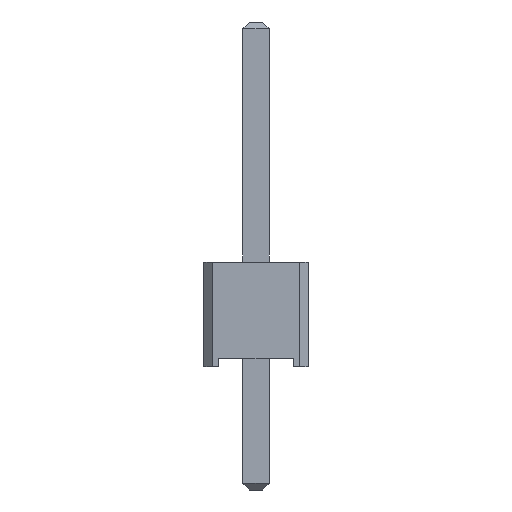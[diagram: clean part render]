
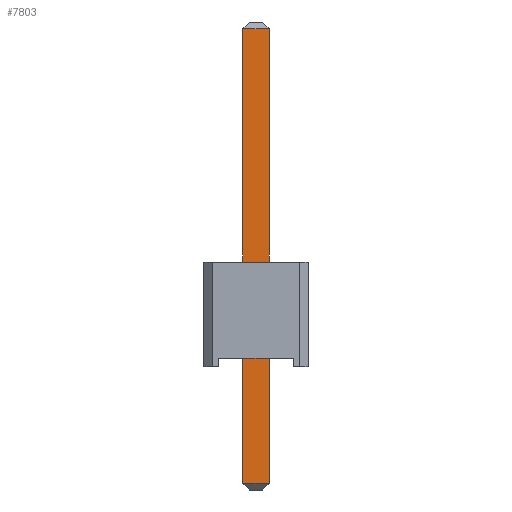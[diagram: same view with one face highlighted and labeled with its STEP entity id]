
A CAD part, left-side view. The second image highlights one B-rep face of the part: STEP entity #7803.
In plain terms, the highlighted planar face has unit normal (-1, 0, 0).
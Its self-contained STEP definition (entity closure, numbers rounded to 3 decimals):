
#7687 = EDGE_CURVE('',#7688,#7690,#7692,.T.);
#7688 = VERTEX_POINT('',#7689);
#7689 = CARTESIAN_POINT('',(-0.32,0.32,-2.84));
#7690 = VERTEX_POINT('',#7691);
#7691 = CARTESIAN_POINT('',(-0.32,0.32,8.22));
#7692 = SURFACE_CURVE('',#7693,(#7697,#7709),.PCURVE_S1.);
#7693 = LINE('',#7694,#7695);
#7694 = CARTESIAN_POINT('',(-0.32,0.32,-3.));
#7695 = VECTOR('',#7696,1.);
#7696 = DIRECTION('',(0.,0.,1.));
#7697 = PCURVE('',#7698,#7703);
#7698 = PLANE('',#7699);
#7699 = AXIS2_PLACEMENT_3D('',#7700,#7701,#7702);
#7700 = CARTESIAN_POINT('',(-0.32,0.32,-3.));
#7701 = DIRECTION('',(0.,1.,0.));
#7702 = DIRECTION('',(1.,0.,0.));
#7703 = DEFINITIONAL_REPRESENTATION('',(#7704),#7708);
#7704 = LINE('',#7705,#7706);
#7705 = CARTESIAN_POINT('',(0.,0.));
#7706 = VECTOR('',#7707,1.);
#7707 = DIRECTION('',(0.,-1.));
#7708 = ( GEOMETRIC_REPRESENTATION_CONTEXT(2) 
PARAMETRIC_REPRESENTATION_CONTEXT() REPRESENTATION_CONTEXT('2D SPACE',''
  ) );
#7709 = PCURVE('',#7710,#7715);
#7710 = PLANE('',#7711);
#7711 = AXIS2_PLACEMENT_3D('',#7712,#7713,#7714);
#7712 = CARTESIAN_POINT('',(-0.32,-0.32,-3.));
#7713 = DIRECTION('',(-1.,0.,0.));
#7714 = DIRECTION('',(0.,1.,0.));
#7715 = DEFINITIONAL_REPRESENTATION('',(#7716),#7720);
#7716 = LINE('',#7717,#7718);
#7717 = CARTESIAN_POINT('',(0.64,0.));
#7718 = VECTOR('',#7719,1.);
#7719 = DIRECTION('',(0.,-1.));
#7720 = ( GEOMETRIC_REPRESENTATION_CONTEXT(2) 
PARAMETRIC_REPRESENTATION_CONTEXT() REPRESENTATION_CONTEXT('2D SPACE',''
  ) );
#7803 = ADVANCED_FACE('',(#7804),#7710,.T.);
#7804 = FACE_BOUND('',#7805,.T.);
#7805 = EDGE_LOOP('',(#7806,#7836,#7862,#7863));
#7806 = ORIENTED_EDGE('',*,*,#7807,.T.);
#7807 = EDGE_CURVE('',#7808,#7810,#7812,.T.);
#7808 = VERTEX_POINT('',#7809);
#7809 = CARTESIAN_POINT('',(-0.32,-0.32,-2.84));
#7810 = VERTEX_POINT('',#7811);
#7811 = CARTESIAN_POINT('',(-0.32,-0.32,8.22));
#7812 = SURFACE_CURVE('',#7813,(#7817,#7824),.PCURVE_S1.);
#7813 = LINE('',#7814,#7815);
#7814 = CARTESIAN_POINT('',(-0.32,-0.32,-3.));
#7815 = VECTOR('',#7816,1.);
#7816 = DIRECTION('',(0.,0.,1.));
#7817 = PCURVE('',#7710,#7818);
#7818 = DEFINITIONAL_REPRESENTATION('',(#7819),#7823);
#7819 = LINE('',#7820,#7821);
#7820 = CARTESIAN_POINT('',(0.,0.));
#7821 = VECTOR('',#7822,1.);
#7822 = DIRECTION('',(0.,-1.));
#7823 = ( GEOMETRIC_REPRESENTATION_CONTEXT(2) 
PARAMETRIC_REPRESENTATION_CONTEXT() REPRESENTATION_CONTEXT('2D SPACE',''
  ) );
#7824 = PCURVE('',#7825,#7830);
#7825 = PLANE('',#7826);
#7826 = AXIS2_PLACEMENT_3D('',#7827,#7828,#7829);
#7827 = CARTESIAN_POINT('',(0.32,-0.32,-3.));
#7828 = DIRECTION('',(0.,-1.,0.));
#7829 = DIRECTION('',(-1.,0.,0.));
#7830 = DEFINITIONAL_REPRESENTATION('',(#7831),#7835);
#7831 = LINE('',#7832,#7833);
#7832 = CARTESIAN_POINT('',(0.64,0.));
#7833 = VECTOR('',#7834,1.);
#7834 = DIRECTION('',(0.,-1.));
#7835 = ( GEOMETRIC_REPRESENTATION_CONTEXT(2) 
PARAMETRIC_REPRESENTATION_CONTEXT() REPRESENTATION_CONTEXT('2D SPACE',''
  ) );
#7836 = ORIENTED_EDGE('',*,*,#7837,.T.);
#7837 = EDGE_CURVE('',#7810,#7690,#7838,.T.);
#7838 = SURFACE_CURVE('',#7839,(#7843,#7850),.PCURVE_S1.);
#7839 = LINE('',#7840,#7841);
#7840 = CARTESIAN_POINT('',(-0.32,-0.32,8.22));
#7841 = VECTOR('',#7842,1.);
#7842 = DIRECTION('',(0.,1.,0.));
#7843 = PCURVE('',#7710,#7844);
#7844 = DEFINITIONAL_REPRESENTATION('',(#7845),#7849);
#7845 = LINE('',#7846,#7847);
#7846 = CARTESIAN_POINT('',(0.,-11.22));
#7847 = VECTOR('',#7848,1.);
#7848 = DIRECTION('',(1.,0.));
#7849 = ( GEOMETRIC_REPRESENTATION_CONTEXT(2) 
PARAMETRIC_REPRESENTATION_CONTEXT() REPRESENTATION_CONTEXT('2D SPACE',''
  ) );
#7850 = PCURVE('',#7851,#7856);
#7851 = PLANE('',#7852);
#7852 = AXIS2_PLACEMENT_3D('',#7853,#7854,#7855);
#7853 = CARTESIAN_POINT('',(-0.24,-0.32,8.3));
#7854 = DIRECTION('',(-0.707,0.,0.707
    ));
#7855 = DIRECTION('',(0.,-1.,0.));
#7856 = DEFINITIONAL_REPRESENTATION('',(#7857),#7861);
#7857 = LINE('',#7858,#7859);
#7858 = CARTESIAN_POINT('',(0.,-0.113));
#7859 = VECTOR('',#7860,1.);
#7860 = DIRECTION('',(-1.,0.));
#7861 = ( GEOMETRIC_REPRESENTATION_CONTEXT(2) 
PARAMETRIC_REPRESENTATION_CONTEXT() REPRESENTATION_CONTEXT('2D SPACE',''
  ) );
#7862 = ORIENTED_EDGE('',*,*,#7687,.F.);
#7863 = ORIENTED_EDGE('',*,*,#7864,.F.);
#7864 = EDGE_CURVE('',#7808,#7688,#7865,.T.);
#7865 = SURFACE_CURVE('',#7866,(#7870,#7877),.PCURVE_S1.);
#7866 = LINE('',#7867,#7868);
#7867 = CARTESIAN_POINT('',(-0.32,-0.32,-2.84));
#7868 = VECTOR('',#7869,1.);
#7869 = DIRECTION('',(0.,1.,0.));
#7870 = PCURVE('',#7710,#7871);
#7871 = DEFINITIONAL_REPRESENTATION('',(#7872),#7876);
#7872 = LINE('',#7873,#7874);
#7873 = CARTESIAN_POINT('',(0.,-0.16));
#7874 = VECTOR('',#7875,1.);
#7875 = DIRECTION('',(1.,0.));
#7876 = ( GEOMETRIC_REPRESENTATION_CONTEXT(2) 
PARAMETRIC_REPRESENTATION_CONTEXT() REPRESENTATION_CONTEXT('2D SPACE',''
  ) );
#7877 = PCURVE('',#7878,#7883);
#7878 = PLANE('',#7879);
#7879 = AXIS2_PLACEMENT_3D('',#7880,#7881,#7882);
#7880 = CARTESIAN_POINT('',(-0.24,-0.32,-2.92));
#7881 = DIRECTION('',(0.707,0.,0.707));
#7882 = DIRECTION('',(0.,-1.,0.));
#7883 = DEFINITIONAL_REPRESENTATION('',(#7884),#7888);
#7884 = LINE('',#7885,#7886);
#7885 = CARTESIAN_POINT('',(0.,-0.113));
#7886 = VECTOR('',#7887,1.);
#7887 = DIRECTION('',(-1.,0.));
#7888 = ( GEOMETRIC_REPRESENTATION_CONTEXT(2) 
PARAMETRIC_REPRESENTATION_CONTEXT() REPRESENTATION_CONTEXT('2D SPACE',''
  ) );
